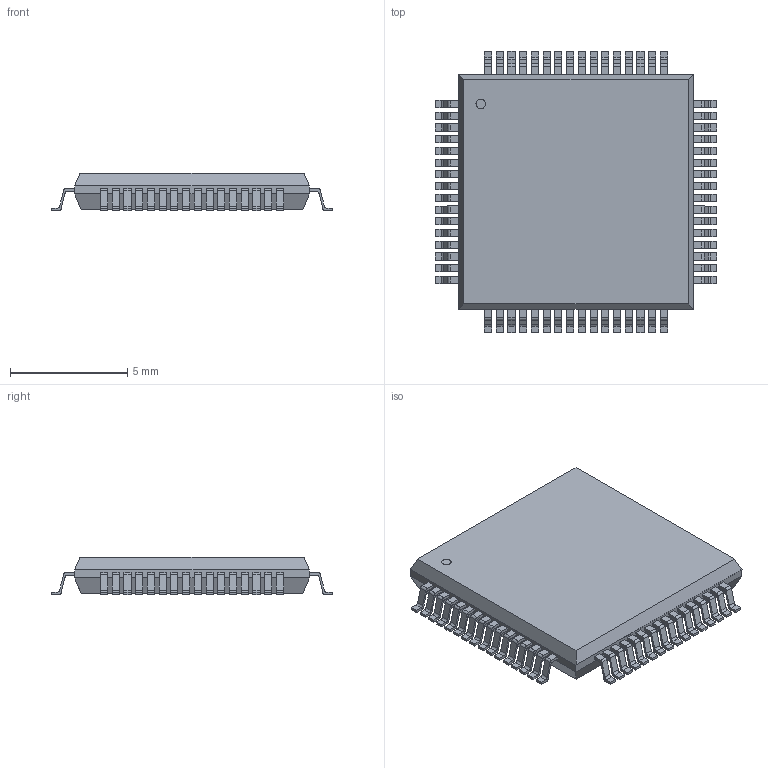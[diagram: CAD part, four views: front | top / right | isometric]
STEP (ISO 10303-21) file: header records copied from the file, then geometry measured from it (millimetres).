
FILE_DESCRIPTION (( 'STEP AP214' ), '1' );
FILE_NAME ('LQFP6410X10mm.step', '2017-10-19T20:26:00', ( '' ), ( '' ), 'SwSTEP 2.0', 'SolidWorks 2016', '' );
FILE_SCHEMA (( 'AUTOMOTIVE_DESIGN' ));
Length unit declared in the file: millimetre
Products named in the file (1): LQFP6410X10mm
Bounding box: 11.99 x 11.99 x 1.6 mm (x, y, z)
Volume: 152.3 mm3; surface area: 333.4 mm2
Topology: 66 solids, 66 shells, 1042 faces, 2466 edges, 1556 vertices
Faces by surface type: plane 656, cylinder 386
Entity records: 31267 total; most frequent: CARTESIAN_POINT 9025, ORIENTED_EDGE 4932, DIRECTION 3332, EDGE_CURVE 2466, VERTEX_POINT 1556, LINE 1238, VECTOR 1238, B_SPLINE_CURVE_WITH_KNOTS 1224
